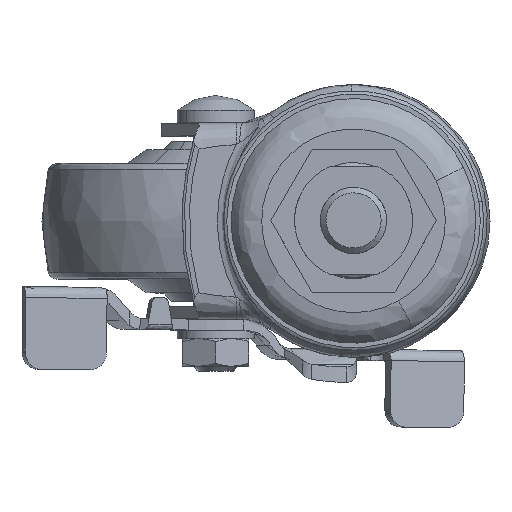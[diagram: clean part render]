
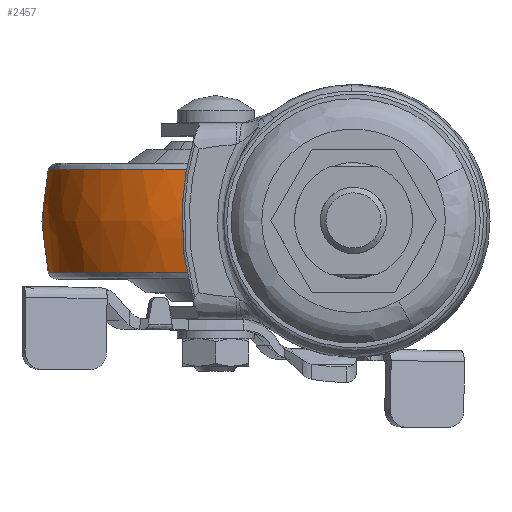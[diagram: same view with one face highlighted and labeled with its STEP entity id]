
A CAD part, top view. The second image highlights one B-rep face of the part: STEP entity #2457.
In plain terms, the highlighted free-form (B-spline) face has degree [2, 2] with [5, 3] control points.
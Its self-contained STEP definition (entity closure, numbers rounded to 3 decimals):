
#1786=CARTESIAN_POINT('',(-54.437,9.351,-42.942));
#1787=VERTEX_POINT('',#1786);
#1798=CARTESIAN_POINT('',(-25.0,9.351,-20.108));
#1799=VERTEX_POINT('',#1798);
#1800=CARTESIAN_POINT('',(-25.0,9.351,-20.108));
#1801=CARTESIAN_POINT('',(-26.775,9.351,-20.108));
#1802=CARTESIAN_POINT('',(-30.013,9.351,-20.393));
#1803=CARTESIAN_POINT('',(-34.682,9.351,-21.572));
#1804=CARTESIAN_POINT('',(-38.353,9.351,-23.111));
#1805=CARTESIAN_POINT('',(-41.981,9.351,-25.191));
#1806=CARTESIAN_POINT('',(-45.653,9.351,-27.979));
#1807=CARTESIAN_POINT('',(-48.911,9.351,-31.54));
#1808=CARTESIAN_POINT('',(-51.4,9.351,-35.287));
#1809=CARTESIAN_POINT('',(-53.175,9.351,-38.846));
#1810=CARTESIAN_POINT('',(-54.073,9.351,-41.526));
#1811=CARTESIAN_POINT('',(-54.437,9.351,-42.942));
#1812=B_SPLINE_CURVE_WITH_KNOTS('',3,(#1800,#1801,#1802,#1803,#1804,#1805,#1806,#1807,#1808,#1809,#1810,#1811),.UNSPECIFIED.,.F.,.U.,(4,1,1,1,1,1,1,1,1,4),(0.,5.326,9.712,14.411,17.231,22.244,28.196,31.642,35.715,40.101),.UNSPECIFIED.);
#1813=EDGE_CURVE('',#1799,#1787,#1812,.T.);
#1903=CARTESIAN_POINT('',(-55.188,9.351,-46.991));
#1904=VERTEX_POINT('',#1903);
#1922=CARTESIAN_POINT('',(-54.437,9.351,-42.942));
#1923=CARTESIAN_POINT('',(-54.779,9.351,-44.273));
#1924=CARTESIAN_POINT('',(-55.03,9.351,-45.626));
#1925=CARTESIAN_POINT('',(-55.188,9.351,-46.991));
#1926=B_SPLINE_CURVE_WITH_KNOTS('',3,(#1922,#1923,#1924,#1925),.UNSPECIFIED.,.F.,.U.,(4,4),(0.,4.121),.UNSPECIFIED.);
#1927=EDGE_CURVE('',#1787,#1904,#1926,.T.);
#2138=CARTESIAN_POINT('',(-25.0,-9.351,-20.108));
#2139=VERTEX_POINT('',#2138);
#2154=CARTESIAN_POINT('',(-55.188,-9.351,-46.991));
#2155=VERTEX_POINT('',#2154);
#2156=CARTESIAN_POINT('',(-25.0,-9.351,-20.108));
#2157=CARTESIAN_POINT('',(-27.591,-9.351,-20.108));
#2158=CARTESIAN_POINT('',(-31.276,-9.351,-20.583));
#2159=CARTESIAN_POINT('',(-36.548,-9.351,-22.27));
#2160=CARTESIAN_POINT('',(-40.756,-9.351,-24.327));
#2161=CARTESIAN_POINT('',(-44.909,-9.351,-27.361));
#2162=CARTESIAN_POINT('',(-47.908,-9.351,-30.406));
#2163=CARTESIAN_POINT('',(-50.394,-9.351,-33.657));
#2164=CARTESIAN_POINT('',(-52.285,-9.351,-36.9));
#2165=CARTESIAN_POINT('',(-54.177,-9.351,-41.486));
#2166=CARTESIAN_POINT('',(-54.936,-9.351,-44.817));
#2167=CARTESIAN_POINT('',(-55.188,-9.351,-46.991));
#2168=B_SPLINE_CURVE_WITH_KNOTS('',3,(#2156,#2157,#2158,#2159,#2160,#2161,#2162,#2163,#2164,#2165,#2166,#2167),.UNSPECIFIED.,.F.,.U.,(4,1,1,1,1,1,1,1,1,4),(0.,7.773,11.056,16.583,21.766,26.43,29.366,34.03,37.658,44.222),.UNSPECIFIED.);
#2169=EDGE_CURVE('',#2139,#2155,#2168,.T.);
#2404=CARTESIAN_POINT('',(-25.0,-9.351,-20.108));
#2405=CARTESIAN_POINT('',(-25.,-6.196,-19.349));
#2406=CARTESIAN_POINT('',(-25.,0.101,-18.628));
#2407=CARTESIAN_POINT('',(-25.,6.388,-19.395));
#2408=CARTESIAN_POINT('',(-25.0,9.351,-20.108));
#2409=B_SPLINE_CURVE_WITH_KNOTS('',3,(#2404,#2405,#2406,#2407,#2408),.UNSPECIFIED.,.F.,.U.,(4,1,4),(0.,9.733,18.876),.UNSPECIFIED.);
#2410=EDGE_CURVE('',#2139,#1799,#2409,.T.);
#2416=CARTESIAN_POINT('',(-55.188,-9.351,-46.991));
#2417=CARTESIAN_POINT('',(-55.897,-6.388,-46.909));
#2418=CARTESIAN_POINT('',(-56.659,-0.101,-46.82));
#2419=CARTESIAN_POINT('',(-55.943,6.196,-46.903));
#2420=CARTESIAN_POINT('',(-55.188,9.351,-46.991));
#2421=B_SPLINE_CURVE_WITH_KNOTS('',3,(#2416,#2417,#2418,#2419,#2420),.UNSPECIFIED.,.F.,.U.,(4,1,4),(0.,9.143,18.876),.UNSPECIFIED.);
#2422=EDGE_CURVE('',#2155,#1904,#2421,.T.);
#2427=CARTESIAN_POINT('',(-25.,-10.297,-20.348));
#2428=CARTESIAN_POINT('',(-25.,-5.237,-19.));
#2429=CARTESIAN_POINT('',(-25.0,0.,-19.));
#2430=CARTESIAN_POINT('',(-25.,5.237,-19.));
#2431=CARTESIAN_POINT('',(-25.0,10.297,-20.348));
#2432=CARTESIAN_POINT('',(-51.85,-10.297,-20.348));
#2433=CARTESIAN_POINT('',(-53.05,-5.237,-19.));
#2434=CARTESIAN_POINT('',(-53.05,0.,-19.));
#2435=CARTESIAN_POINT('',(-53.05,5.237,-19.));
#2436=CARTESIAN_POINT('',(-51.85,10.297,-20.348));
#2437=CARTESIAN_POINT('',(-54.95,-10.297,-47.019));
#2438=CARTESIAN_POINT('',(-56.289,-5.237,-46.863));
#2439=CARTESIAN_POINT('',(-56.289,0.,-46.863));
#2440=CARTESIAN_POINT('',(-56.289,5.237,-46.863));
#2441=CARTESIAN_POINT('',(-54.95,10.297,-47.019));
#2449=(BOUNDED_SURFACE()B_SPLINE_SURFACE(2,2,((#2427,#2432,#2437),(#2428,#2433,#2438),(#2429,#2434,#2439),(#2430,#2435,#2440),(#2431,#2436,#2441)),.UNSPECIFIED.,.F.,.F.,.U.)B_SPLINE_SURFACE_WITH_KNOTS((3,2,3),(3,3),(0.0,10.772,21.544),(0.0,47.963),.UNSPECIFIED.)GEOMETRIC_REPRESENTATION_ITEM()RATIONAL_B_SPLINE_SURFACE(((0.929,0.679,0.889),(0.956,0.698,0.915),(1.0,0.731,0.957),(0.956,0.698,0.915),(0.929,0.679,0.889)))REPRESENTATION_ITEM('')SURFACE());
#2450=ORIENTED_EDGE('',*,*,#1813,.T.);
#2451=ORIENTED_EDGE('',*,*,#1927,.T.);
#2452=ORIENTED_EDGE('',*,*,#2422,.F.);
#2453=ORIENTED_EDGE('',*,*,#2169,.F.);
#2454=ORIENTED_EDGE('',*,*,#2410,.T.);
#2455=EDGE_LOOP('',(#2450,#2451,#2452,#2453,#2454));
#2456=FACE_OUTER_BOUND('',#2455,.T.);
#2457=ADVANCED_FACE('',(#2456),#2449,.T.);
